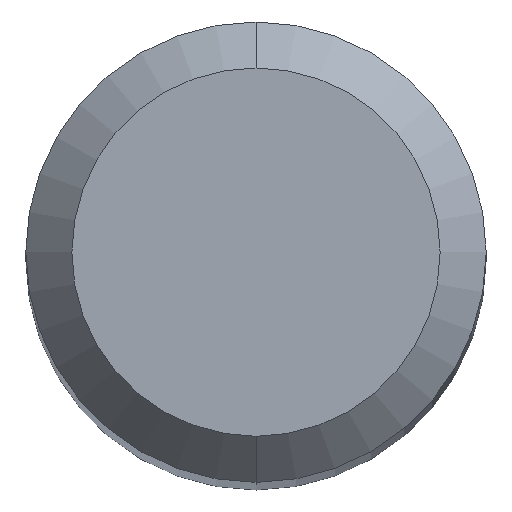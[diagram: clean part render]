
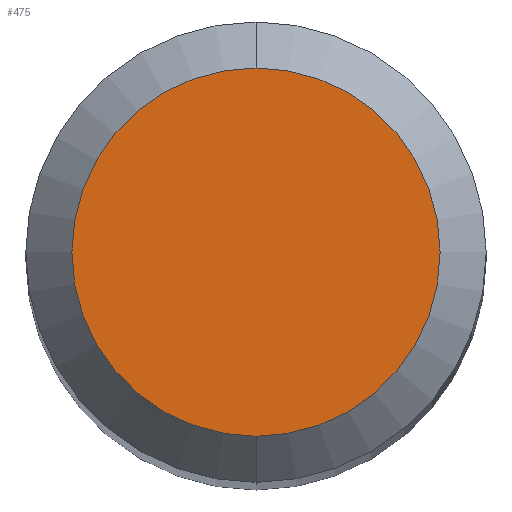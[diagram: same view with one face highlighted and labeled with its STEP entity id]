
A CAD part, top view. The second image highlights one B-rep face of the part: STEP entity #475.
In plain terms, the highlighted planar face has unit normal (0, 0, 1).
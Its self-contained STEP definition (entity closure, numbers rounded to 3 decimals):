
#475=ADVANCED_FACE('',(#1144),#1145,.T.);
#483=VERTEX_POINT('',#1153);
#625=EDGE_CURVE('',#825,#483,#1310,.T.);
#793=EDGE_CURVE('',#483,#825,#1494,.T.);
#825=VERTEX_POINT('',#1529);
#1144=FACE_OUTER_BOUND('',#3293,.T.);
#1145=PLANE('',#3294);
#1153=CARTESIAN_POINT('',(0.,-1.2,0.0));
#1310=CIRCLE('',#5043,1.2);
#1494=CIRCLE('',#6497,1.2);
#1529=CARTESIAN_POINT('',(0.0,1.2,0.0));
#3293=EDGE_LOOP('',(#9315,#9316));
#3294=AXIS2_PLACEMENT_3D('',#9317,#9318,#9319);
#5043=AXIS2_PLACEMENT_3D('',#9473,#9474,#9475);
#6497=AXIS2_PLACEMENT_3D('',#9678,#9679,#9680);
#9315=ORIENTED_EDGE('',*,*,#625,.F.);
#9316=ORIENTED_EDGE('',*,*,#793,.F.);
#9317=CARTESIAN_POINT('',(0.0,0.6,0.0));
#9318=DIRECTION('',(-0.0,0.0,1.0));
#9319=DIRECTION('',(0.0,-1.0,0.0));
#9473=CARTESIAN_POINT('',(0.0,0.0,0.0));
#9474=DIRECTION('',(0.0,0.0,-1.0));
#9475=DIRECTION('',(0.0,1.0,0.0));
#9678=CARTESIAN_POINT('',(0.0,0.0,0.0));
#9679=DIRECTION('',(0.0,0.0,-1.0));
#9680=DIRECTION('',(0.0,1.0,0.0));
